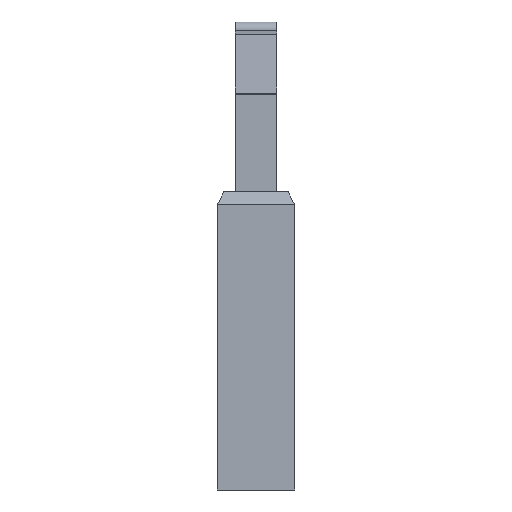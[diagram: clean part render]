
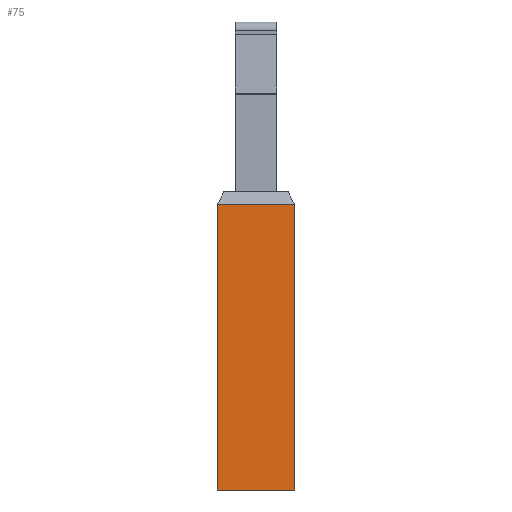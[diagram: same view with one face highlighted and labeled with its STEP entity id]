
A CAD part, left-side view. The second image highlights one B-rep face of the part: STEP entity #75.
In plain terms, the highlighted planar face has unit normal (-1, 0, 0).
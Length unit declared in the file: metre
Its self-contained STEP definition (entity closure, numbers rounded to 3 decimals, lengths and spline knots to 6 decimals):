
#75 = ADVANCED_FACE( '', ( #191 ), #192, .F. );
#191 = FACE_OUTER_BOUND( '', #426, .T. );
#192 = PLANE( '', #427 );
#426 = EDGE_LOOP( '', ( #661, #662, #663, #664 ) );
#427 = AXIS2_PLACEMENT_3D( '', #665, #666, #667 );
#661 = ORIENTED_EDGE( '', *, *, #1614, .T. );
#662 = ORIENTED_EDGE( '', *, *, #1615, .T. );
#663 = ORIENTED_EDGE( '', *, *, #1616, .F. );
#664 = ORIENTED_EDGE( '', *, *, #1617, .F. );
#665 = CARTESIAN_POINT( '', ( -0.001125, -0.0015, 0.0093 ) );
#666 = DIRECTION( '', ( 1., 0., 0. ) );
#667 = DIRECTION( '', ( 0., 0., -1. ) );
#1614 = EDGE_CURVE( '', #1918, #1919, #1920, .T. );
#1615 = EDGE_CURVE( '', #1919, #1921, #1922, .T. );
#1616 = EDGE_CURVE( '', #1923, #1921, #1924, .T. );
#1617 = EDGE_CURVE( '', #1918, #1923, #1925, .T. );
#1918 = VERTEX_POINT( '', #2418 );
#1919 = VERTEX_POINT( '', #2419 );
#1920 = LINE( '', #2420, #2421 );
#1921 = VERTEX_POINT( '', #2422 );
#1922 = LINE( '', #2423, #2424 );
#1923 = VERTEX_POINT( '', #2425 );
#1924 = LINE( '', #2426, #2427 );
#1925 = LINE( '', #2428, #2429 );
#2418 = CARTESIAN_POINT( '', ( -0.001125, -0.0015, 0.0088 ) );
#2419 = CARTESIAN_POINT( '', ( -0.001125, 0.0015, 0.0088 ) );
#2420 = CARTESIAN_POINT( '', ( -0.001125, -0.0015, 0.0088 ) );
#2421 = VECTOR( '', #3166, 1. );
#2422 = CARTESIAN_POINT( '', ( -0.001125, 0.0015, -0.0023 ) );
#2423 = CARTESIAN_POINT( '', ( -0.001125, 0.0015, 0.0093 ) );
#2424 = VECTOR( '', #3167, 1. );
#2425 = CARTESIAN_POINT( '', ( -0.001125, -0.0015, -0.0023 ) );
#2426 = CARTESIAN_POINT( '', ( -0.001125, -0.0015, -0.0023 ) );
#2427 = VECTOR( '', #3168, 1. );
#2428 = CARTESIAN_POINT( '', ( -0.001125, -0.0015, 0.0093 ) );
#2429 = VECTOR( '', #3169, 1. );
#3166 = DIRECTION( '', ( 0., 1., 0. ) );
#3167 = DIRECTION( '', ( 0., 0., -1. ) );
#3168 = DIRECTION( '', ( 0., 1., 0. ) );
#3169 = DIRECTION( '', ( 0., 0., -1. ) );
